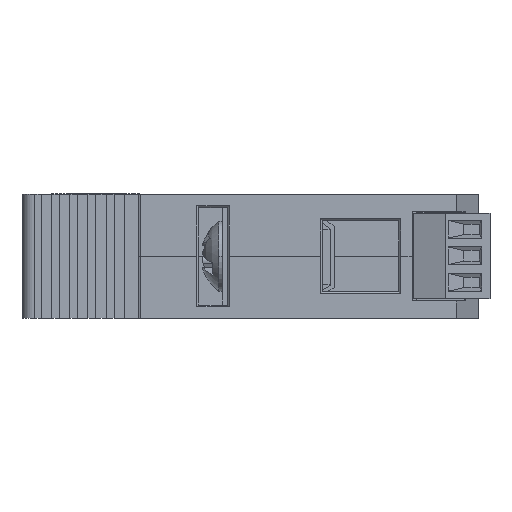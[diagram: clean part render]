
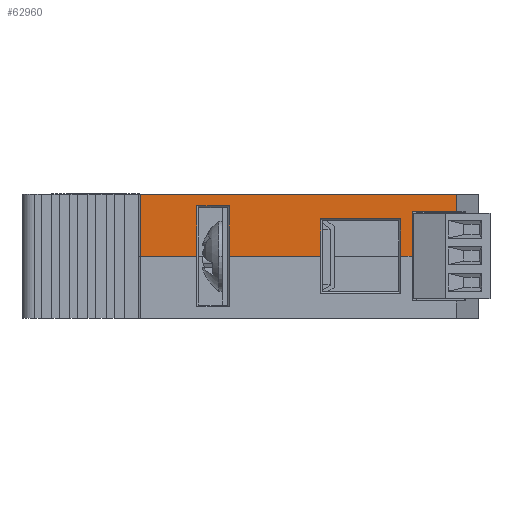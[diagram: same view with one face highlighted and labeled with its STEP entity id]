
A CAD part, left-side view. The second image highlights one B-rep face of the part: STEP entity #62960.
In plain terms, the highlighted planar face has unit normal (-1, 0, 0).
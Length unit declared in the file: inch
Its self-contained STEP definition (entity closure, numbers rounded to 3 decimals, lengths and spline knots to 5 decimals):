
#3310 = ORIENTED_EDGE ( 'NONE', *, *, #73188, .T. ) ;
#3786 = LINE ( 'NONE', #55302, #81111 ) ;
#3988 = DIRECTION ( 'NONE',  ( 0., 0., -1. ) ) ;
#4923 = VERTEX_POINT ( 'NONE', #42759 ) ;
#5823 = VECTOR ( 'NONE', #82990, 39.37008 ) ;
#7443 = EDGE_CURVE ( 'NONE', #36348, #37856, #28228, .T. ) ;
#7880 = EDGE_CURVE ( 'NONE', #32528, #11680, #76016, .T. ) ;
#8851 = CARTESIAN_POINT ( 'NONE',  ( -1.76825, 0.951, 0. ) ) ;
#9368 = CARTESIAN_POINT ( 'NONE',  ( -1.76825, 0.4475, 0.28525 ) ) ;
#11680 = VERTEX_POINT ( 'NONE', #82855 ) ;
#12511 = DIRECTION ( 'NONE',  ( 0., 0., -1. ) ) ;
#12910 = VERTEX_POINT ( 'NONE', #45464 ) ;
#15037 = EDGE_CURVE ( 'NONE', #11680, #96935, #34472, .T. ) ;
#16755 = DIRECTION ( 'NONE',  ( 0., 0., -1. ) ) ;
#17495 = LINE ( 'NONE', #55991, #19868 ) ;
#18606 = CARTESIAN_POINT ( 'NONE',  ( -1.76825, -0.068, 0.35075 ) ) ;
#18743 = PLANE ( 'NONE',  #69150 ) ;
#19239 = DIRECTION ( 'NONE',  ( 0., -1., 0. ) ) ;
#19868 = VECTOR ( 'NONE', #3988, 39.37008 ) ;
#20122 = CARTESIAN_POINT ( 'NONE',  ( -1.76825, 0.961, 0.28525 ) ) ;
#20151 = CARTESIAN_POINT ( 'NONE',  ( -1.76825, 0.4475, 0. ) ) ;
#20500 = CARTESIAN_POINT ( 'NONE',  ( -1.76825, 0.961, 0. ) ) ;
#21054 = VECTOR ( 'NONE', #12511, 39.37008 ) ;
#21576 = CARTESIAN_POINT ( 'NONE',  ( -1.76825, 0.951, 0.35075 ) ) ;
#23246 = EDGE_CURVE ( 'NONE', #28163, #37856, #51114, .T. ) ;
#24341 = VECTOR ( 'NONE', #67693, 39.37008 ) ;
#25460 = DIRECTION ( 'NONE',  ( 0., -1., 0. ) ) ;
#25749 = EDGE_CURVE ( 'NONE', #35595, #72004, #83106, .T. ) ;
#28163 = VERTEX_POINT ( 'NONE', #59309 ) ;
#28228 = LINE ( 'NONE', #44450, #78465 ) ;
#28531 = ORIENTED_EDGE ( 'NONE', *, *, #84315, .F. ) ;
#31469 = DIRECTION ( 'NONE',  ( 0., -1., 0. ) ) ;
#32528 = VERTEX_POINT ( 'NONE', #74163 ) ;
#34231 = CARTESIAN_POINT ( 'NONE',  ( -1.76825, -0.836, 0.35075 ) ) ;
#34397 = CARTESIAN_POINT ( 'NONE',  ( -1.76825, 0.961, 0.35075 ) ) ;
#34472 = LINE ( 'NONE', #46988, #71897 ) ;
#35595 = VERTEX_POINT ( 'NONE', #8851 ) ;
#36348 = VERTEX_POINT ( 'NONE', #73699 ) ;
#37856 = VERTEX_POINT ( 'NONE', #91000 ) ;
#38308 = VECTOR ( 'NONE', #31469, 39.37008 ) ;
#38474 = ORIENTED_EDGE ( 'NONE', *, *, #7443, .F. ) ;
#39499 = VECTOR ( 'NONE', #73365, 39.37008 ) ;
#42759 = CARTESIAN_POINT ( 'NONE',  ( -1.76825, -0.836, 0.25275 ) ) ;
#44450 = CARTESIAN_POINT ( 'NONE',  ( -1.76825, -0.586, -0.25225 ) ) ;
#45155 = CARTESIAN_POINT ( 'NONE',  ( -1.76825, -0.586, 0.25275 ) ) ;
#45464 = CARTESIAN_POINT ( 'NONE',  ( -1.76825, 0.6305, 0.28525 ) ) ;
#46988 = CARTESIAN_POINT ( 'NONE',  ( -1.76825, 0.961, 0.2115 ) ) ;
#47754 = ORIENTED_EDGE ( 'NONE', *, *, #95999, .T. ) ;
#48698 = LINE ( 'NONE', #77151, #80231 ) ;
#49451 = DIRECTION ( 'NONE',  ( 1., 0., 0. ) ) ;
#49459 = EDGE_CURVE ( 'NONE', #50203, #73497, #52601, .T. ) ;
#49772 = ORIENTED_EDGE ( 'NONE', *, *, #62312, .T. ) ;
#50008 = DIRECTION ( 'NONE',  ( 0., 0., 1. ) ) ;
#50203 = VERTEX_POINT ( 'NONE', #21576 ) ;
#50362 = ORIENTED_EDGE ( 'NONE', *, *, #25749, .T. ) ;
#51114 = LINE ( 'NONE', #62131, #38308 ) ;
#52601 = LINE ( 'NONE', #67885, #5823 ) ;
#55302 = CARTESIAN_POINT ( 'NONE',  ( -1.76825, 0.951, 0.35075 ) ) ;
#55364 = LINE ( 'NONE', #86695, #68230 ) ;
#55991 = CARTESIAN_POINT ( 'NONE',  ( -1.76825, -0.5205, 0.35075 ) ) ;
#57749 = ORIENTED_EDGE ( 'NONE', *, *, #59740, .T. ) ;
#59309 = CARTESIAN_POINT ( 'NONE',  ( -1.76825, -0.5205, 0. ) ) ;
#59358 = LINE ( 'NONE', #20122, #39499 ) ;
#59740 = EDGE_CURVE ( 'NONE', #4923, #73497, #55364, .T. ) ;
#62131 = CARTESIAN_POINT ( 'NONE',  ( -1.76825, 0.961, 0. ) ) ;
#62312 = EDGE_CURVE ( 'NONE', #72004, #12910, #62660, .T. ) ;
#62319 = ORIENTED_EDGE ( 'NONE', *, *, #89432, .T. ) ;
#62660 = LINE ( 'NONE', #89859, #76757 ) ;
#62683 = EDGE_LOOP ( 'NONE', ( #89933, #50362, #49772, #47754, #3310, #62319, #93547, #82380, #72256, #79791, #38474, #28531, #57749, #85398 ) ) ;
#62960 = ADVANCED_FACE ( 'NONE', ( #68294 ), #18743, .F. ) ;
#63141 = VECTOR ( 'NONE', #19239, 39.37008 ) ;
#64706 = CARTESIAN_POINT ( 'NONE',  ( -1.76825, -0.5205, 0.2115 ) ) ;
#66661 = LINE ( 'NONE', #72038, #21054 ) ;
#67693 = DIRECTION ( 'NONE',  ( 0., 1., 0. ) ) ;
#67885 = CARTESIAN_POINT ( 'NONE',  ( -1.76825, 0.961, 0.35075 ) ) ;
#68230 = VECTOR ( 'NONE', #50008, 39.37008 ) ;
#68294 = FACE_OUTER_BOUND ( 'NONE', #62683, .T. ) ;
#69150 = AXIS2_PLACEMENT_3D ( 'NONE', #34397, #49451, #79519 ) ;
#71897 = VECTOR ( 'NONE', #25460, 39.37008 ) ;
#72004 = VERTEX_POINT ( 'NONE', #95168 ) ;
#72038 = CARTESIAN_POINT ( 'NONE',  ( -1.76825, 0.4475, 0.35075 ) ) ;
#72256 = ORIENTED_EDGE ( 'NONE', *, *, #77950, .T. ) ;
#73188 = EDGE_CURVE ( 'NONE', #95906, #73712, #66661, .T. ) ;
#73365 = DIRECTION ( 'NONE',  ( 0., -1., 0. ) ) ;
#73497 = VERTEX_POINT ( 'NONE', #34231 ) ;
#73666 = VECTOR ( 'NONE', #86660, 39.37008 ) ;
#73699 = CARTESIAN_POINT ( 'NONE',  ( -1.76825, -0.586, 0.25275 ) ) ;
#73712 = VERTEX_POINT ( 'NONE', #20151 ) ;
#74163 = CARTESIAN_POINT ( 'NONE',  ( -1.76825, -0.068, 0. ) ) ;
#74737 = DIRECTION ( 'NONE',  ( 0., 0., 1. ) ) ;
#76016 = LINE ( 'NONE', #18606, #73666 ) ;
#76757 = VECTOR ( 'NONE', #74737, 39.37008 ) ;
#77151 = CARTESIAN_POINT ( 'NONE',  ( -1.76825, 0.961, 0. ) ) ;
#77950 = EDGE_CURVE ( 'NONE', #96935, #28163, #17495, .T. ) ;
#78465 = VECTOR ( 'NONE', #81490, 39.37008 ) ;
#79519 = DIRECTION ( 'NONE',  ( 0., 1., 0. ) ) ;
#79791 = ORIENTED_EDGE ( 'NONE', *, *, #23246, .T. ) ;
#80231 = VECTOR ( 'NONE', #92540, 39.37008 ) ;
#81111 = VECTOR ( 'NONE', #16755, 39.37008 ) ;
#81490 = DIRECTION ( 'NONE',  ( 0., 0., -1. ) ) ;
#82380 = ORIENTED_EDGE ( 'NONE', *, *, #15037, .T. ) ;
#82855 = CARTESIAN_POINT ( 'NONE',  ( -1.76825, -0.068, 0.2115 ) ) ;
#82990 = DIRECTION ( 'NONE',  ( 0., -1., 0. ) ) ;
#83106 = LINE ( 'NONE', #20500, #63141 ) ;
#84315 = EDGE_CURVE ( 'NONE', #4923, #36348, #89909, .T. ) ;
#85398 = ORIENTED_EDGE ( 'NONE', *, *, #49459, .F. ) ;
#86660 = DIRECTION ( 'NONE',  ( 0., 0., 1. ) ) ;
#86695 = CARTESIAN_POINT ( 'NONE',  ( -1.76825, -0.836, -0.35075 ) ) ;
#89432 = EDGE_CURVE ( 'NONE', #73712, #32528, #48698, .T. ) ;
#89859 = CARTESIAN_POINT ( 'NONE',  ( -1.76825, 0.6305, 0.35075 ) ) ;
#89909 = LINE ( 'NONE', #45155, #24341 ) ;
#89933 = ORIENTED_EDGE ( 'NONE', *, *, #90371, .T. ) ;
#90371 = EDGE_CURVE ( 'NONE', #50203, #35595, #3786, .T. ) ;
#91000 = CARTESIAN_POINT ( 'NONE',  ( -1.76825, -0.586, 0. ) ) ;
#92540 = DIRECTION ( 'NONE',  ( 0., -1., 0. ) ) ;
#93547 = ORIENTED_EDGE ( 'NONE', *, *, #7880, .T. ) ;
#95168 = CARTESIAN_POINT ( 'NONE',  ( -1.76825, 0.6305, 0. ) ) ;
#95906 = VERTEX_POINT ( 'NONE', #9368 ) ;
#95999 = EDGE_CURVE ( 'NONE', #12910, #95906, #59358, .T. ) ;
#96935 = VERTEX_POINT ( 'NONE', #64706 ) ;
